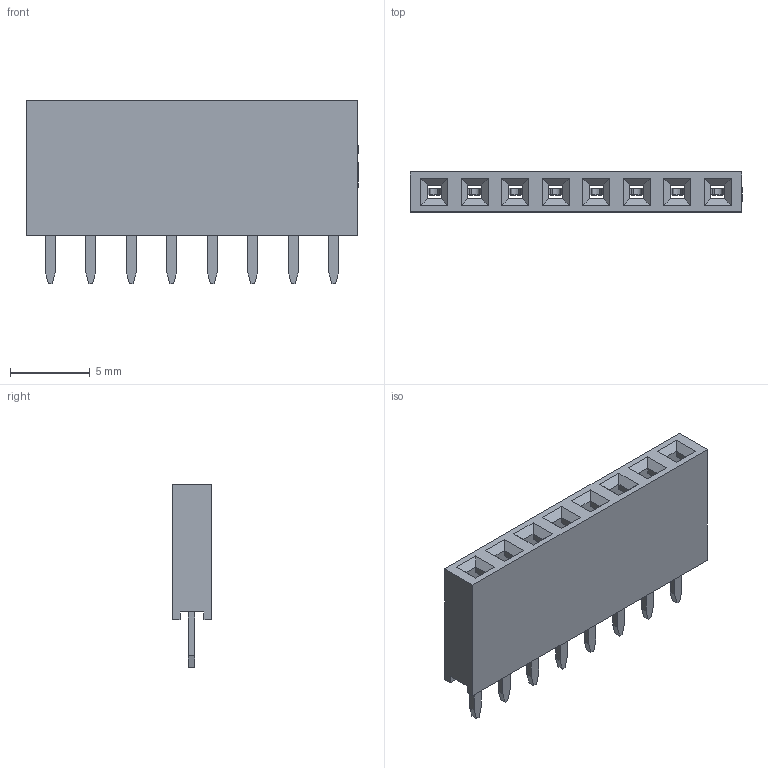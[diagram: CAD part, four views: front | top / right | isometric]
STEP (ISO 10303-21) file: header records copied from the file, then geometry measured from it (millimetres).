
FILE_DESCRIPTION (( 'STEP AP214' ), '1' );
FILE_NAME ('HDR-TH_8P-P2.54-V-F-S2.54.STEP', '2026-02-27T01:37:56', ( '' ), ( '' ), 'SwSTEP 2.0', 'SolidWorks 2021', '' );
FILE_SCHEMA (( 'AUTOMOTIVE_DESIGN' ));
Length unit declared in the file: millimetre
Products named in the file (1): HDR-TH_8P-P2.54-V-F-S2.54
Bounding box: 20.82 x 2.5 x 11.5 mm (x, y, z)
Volume: 352.5 mm3; surface area: 1113 mm2
Topology: 9 solids, 9 shells, 626 faces, 1735 edges, 1146 vertices
Faces by surface type: plane 384, cylinder 144, bspline 98
Entity records: 27447 total; most frequent: CARTESIAN_POINT 4814, ORIENTED_EDGE 3470, DIRECTION 2881, EDGE_CURVE 1735, VECTOR 1247, LINE 1247, VERTEX_POINT 1146, AXIS2_PLACEMENT_3D 817
